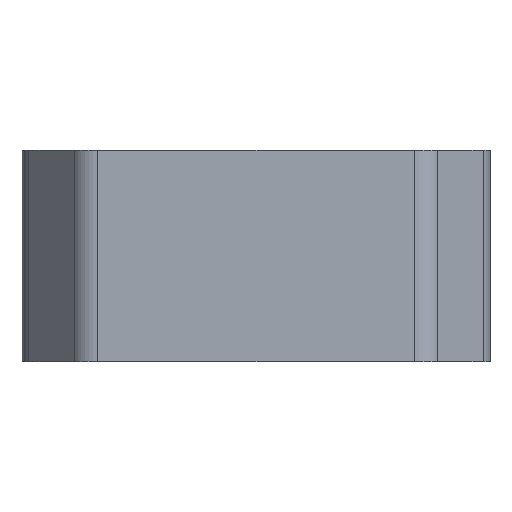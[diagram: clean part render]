
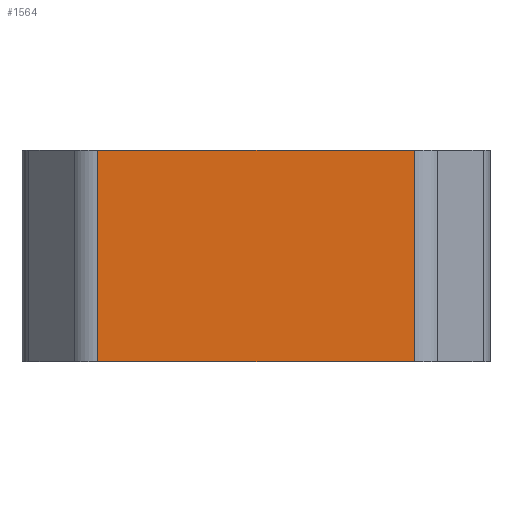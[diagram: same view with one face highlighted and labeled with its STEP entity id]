
A CAD part, front view. The second image highlights one B-rep face of the part: STEP entity #1564.
In plain terms, the highlighted planar face has unit normal (0, -1, 0).
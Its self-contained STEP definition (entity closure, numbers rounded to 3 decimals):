
#52 = DIRECTION ( 'NONE',  ( 0., 0., -1. ) ) ;
#96 = DIRECTION ( 'NONE',  ( 1., 0., 0. ) ) ;
#409 = EDGE_CURVE ( 'NONE', #3702, #2081, #2319, .T. ) ;
#518 = VECTOR ( 'NONE', #4036, 1000. ) ;
#545 = VECTOR ( 'NONE', #96, 1000. ) ;
#821 = EDGE_CURVE ( 'NONE', #2081, #3485, #1710, .T. ) ;
#978 = LINE ( 'NONE', #1109, #545 ) ;
#1033 = VERTEX_POINT ( 'NONE', #3064 ) ;
#1109 = CARTESIAN_POINT ( 'NONE',  ( -85., -69., 70. ) ) ;
#1135 = DIRECTION ( 'NONE',  ( 0., 1., 0. ) ) ;
#1178 = ORIENTED_EDGE ( 'NONE', *, *, #409, .T. ) ;
#1301 = ORIENTED_EDGE ( 'NONE', *, *, #821, .T. ) ;
#1362 = ORIENTED_EDGE ( 'NONE', *, *, #2983, .F. ) ;
#1538 = ORIENTED_EDGE ( 'NONE', *, *, #2306, .T. ) ;
#1564 = ADVANCED_FACE ( 'NONE', ( #3419 ), #4076, .F. ) ;
#1710 = LINE ( 'NONE', #2817, #3636 ) ;
#1732 = CARTESIAN_POINT ( 'NONE',  ( -52.439, -69., 70. ) ) ;
#1741 = CARTESIAN_POINT ( 'NONE',  ( -85., -69., 70. ) ) ;
#1941 = DIRECTION ( 'NONE',  ( 1., 0., 0. ) ) ;
#2081 = VERTEX_POINT ( 'NONE', #3046 ) ;
#2132 = CARTESIAN_POINT ( 'NONE',  ( 52.439, -69., 0. ) ) ;
#2306 = EDGE_CURVE ( 'NONE', #3485, #1033, #3101, .T. ) ;
#2319 = LINE ( 'NONE', #3293, #2987 ) ;
#2390 = DIRECTION ( 'NONE',  ( 0., 0., 1. ) ) ;
#2397 = CARTESIAN_POINT ( 'NONE',  ( 52.439, -69., 70. ) ) ;
#2817 = CARTESIAN_POINT ( 'NONE',  ( -85., -69., 0. ) ) ;
#2983 = EDGE_CURVE ( 'NONE', #3702, #1033, #978, .T. ) ;
#2987 = VECTOR ( 'NONE', #52, 1000. ) ;
#3046 = CARTESIAN_POINT ( 'NONE',  ( -52.439, -69., 0. ) ) ;
#3064 = CARTESIAN_POINT ( 'NONE',  ( 52.439, -69., 70. ) ) ;
#3101 = LINE ( 'NONE', #2397, #518 ) ;
#3153 = EDGE_LOOP ( 'NONE', ( #1301, #1538, #1362, #1178 ) ) ;
#3293 = CARTESIAN_POINT ( 'NONE',  ( -52.439, -69., 70. ) ) ;
#3384 = AXIS2_PLACEMENT_3D ( 'NONE', #1741, #1135, #2390 ) ;
#3419 = FACE_OUTER_BOUND ( 'NONE', #3153, .T. ) ;
#3485 = VERTEX_POINT ( 'NONE', #2132 ) ;
#3636 = VECTOR ( 'NONE', #1941, 1000. ) ;
#3702 = VERTEX_POINT ( 'NONE', #1732 ) ;
#4036 = DIRECTION ( 'NONE',  ( 0., 0., 1. ) ) ;
#4076 = PLANE ( 'NONE',  #3384 ) ;
